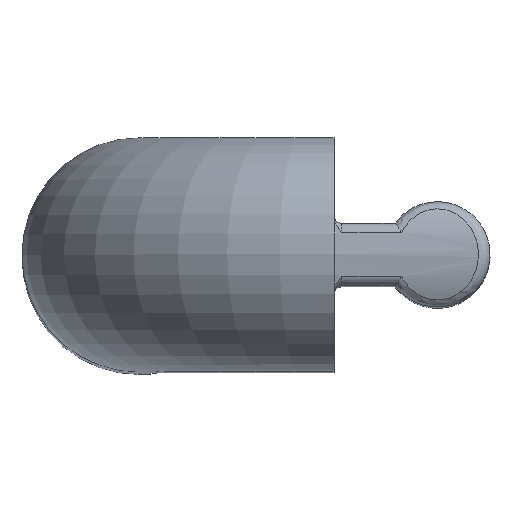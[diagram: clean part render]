
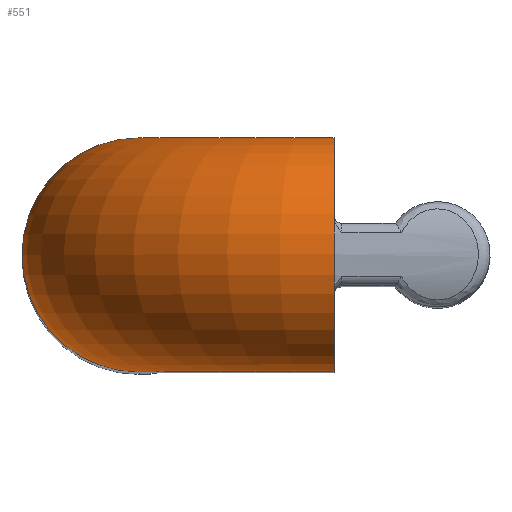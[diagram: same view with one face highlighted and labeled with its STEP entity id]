
A CAD part, top view. The second image highlights one B-rep face of the part: STEP entity #551.
In plain terms, the highlighted toroidal (fillet/blend) face has major radius 4.999 mm and minor radius 3 mm.
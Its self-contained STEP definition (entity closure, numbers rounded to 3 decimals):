
#47=TOROIDAL_SURFACE('',#636,4.999,3.);
#78=FACE_OUTER_BOUND('',#111,.T.);
#111=EDGE_LOOP('',(#489,#490,#491,#492));
#207=CIRCLE('',#624,4.999);
#210=CIRCLE('',#629,4.999);
#212=CIRCLE('',#635,3.);
#213=CIRCLE('',#637,3.);
#258=VERTEX_POINT('',#1367);
#259=VERTEX_POINT('',#1369);
#260=VERTEX_POINT('',#1376);
#261=VERTEX_POINT('',#1378);
#331=EDGE_CURVE('',#259,#258,#207,.T.);
#336=EDGE_CURVE('',#261,#260,#210,.T.);
#343=EDGE_CURVE('',#261,#258,#212,.T.);
#344=EDGE_CURVE('',#260,#259,#213,.T.);
#489=ORIENTED_EDGE('',*,*,#344,.T.);
#490=ORIENTED_EDGE('',*,*,#331,.T.);
#491=ORIENTED_EDGE('',*,*,#343,.F.);
#492=ORIENTED_EDGE('',*,*,#336,.T.);
#551=ADVANCED_FACE('',(#78),#47,.T.);
#624=AXIS2_PLACEMENT_3D('',#1370,#770,#771);
#629=AXIS2_PLACEMENT_3D('',#1379,#782,#783);
#635=AXIS2_PLACEMENT_3D('',#1418,#797,#798);
#636=AXIS2_PLACEMENT_3D('',#1419,#799,#800);
#637=AXIS2_PLACEMENT_3D('',#1420,#801,#802);
#770=DIRECTION('center_axis',(0.,-1.,0.));
#771=DIRECTION('ref_axis',(-0.707,0.,0.707));
#782=DIRECTION('center_axis',(0.,1.,0.));
#783=DIRECTION('ref_axis',(-0.707,0.,0.707));
#797=DIRECTION('center_axis',(0.,0.,-1.));
#798=DIRECTION('ref_axis',(-1.,0.,0.));
#799=DIRECTION('center_axis',(0.,1.,0.));
#800=DIRECTION('ref_axis',(0.,0.,1.));
#801=DIRECTION('center_axis',(-1.,0.,0.));
#802=DIRECTION('ref_axis',(0.,-1.,0.));
#1367=CARTESIAN_POINT('',(-7.65,3.,37.001));
#1369=CARTESIAN_POINT('',(-2.651,3.,42.));
#1370=CARTESIAN_POINT('Origin',(-2.651,3.,37.001));
#1376=CARTESIAN_POINT('',(-2.651,-3.,42.));
#1378=CARTESIAN_POINT('',(-7.65,-3.,37.001));
#1379=CARTESIAN_POINT('Origin',(-2.651,-3.,37.001));
#1418=CARTESIAN_POINT('Origin',(-7.65,0.,37.001));
#1419=CARTESIAN_POINT('Origin',(-2.651,0.,37.001));
#1420=CARTESIAN_POINT('Origin',(-2.651,0.,42.));
